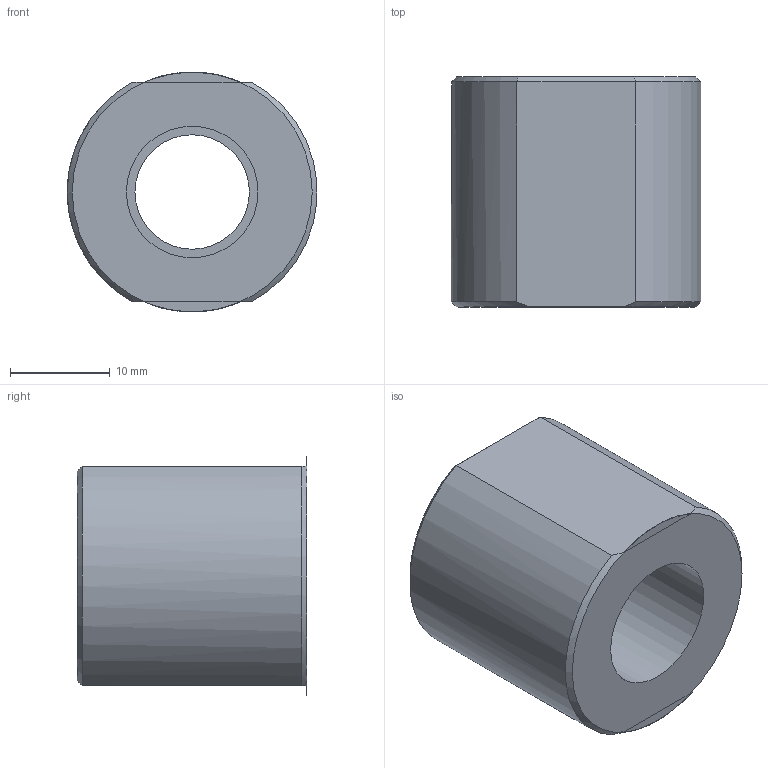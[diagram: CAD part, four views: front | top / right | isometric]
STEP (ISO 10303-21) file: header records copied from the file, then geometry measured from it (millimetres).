
FILE_DESCRIPTION(/* description */ (''),/* implementation_level */ '2;1');
FILE_NAME(/* name */ 'racacop1-4h-3-8h.stp',/* time_stamp */ '2021-05-25T11:40:57+02:00',/* author */ ('enginyeria'),/* organization */ (''),/* preprocessor_version */ 'ST-DEVELOPER v17.2',/* originating_system */ 'Autodesk Inventor 2019',/* authorisation */ '');
FILE_SCHEMA (('CONFIG_CONTROL_DESIGN'));
Length unit declared in the file: millimetre
Products named in the file (1): racacop1-4h-3-8h
Bounding box: 24.96 x 23 x 24 mm (x, y, z)
Volume: 6684.1 mm3; surface area: 3569.5 mm2
Topology: 1 solids, 1 shells, 20 faces, 50 edges, 35 vertices
Faces by surface type: plane 11, cylinder 6, cone 3
Full cylindrical faces by diameter (mm): 11.445 x1, 13.157 x1, 14.95 x1, 16.662 x1
Entity records: 675 total; most frequent: DIRECTION 119, CARTESIAN_POINT 114, ORIENTED_EDGE 100, AXIS2_PLACEMENT_3D 52, EDGE_CURVE 50, VERTEX_POINT 35, CIRCLE 31, EDGE_LOOP 25
